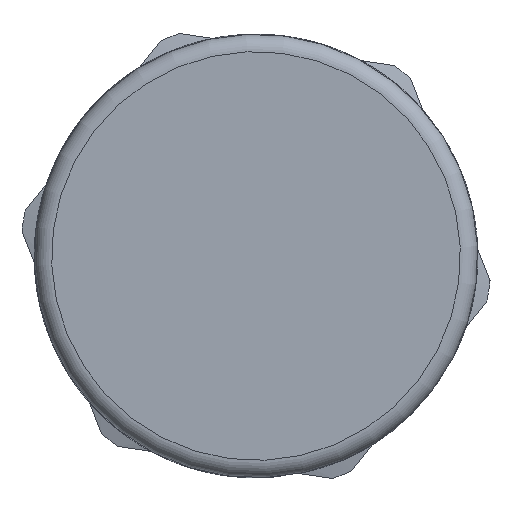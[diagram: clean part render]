
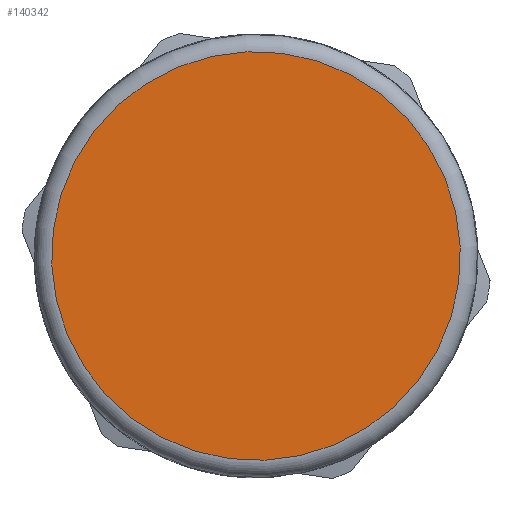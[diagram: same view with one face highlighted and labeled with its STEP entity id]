
A CAD part, left-side view. The second image highlights one B-rep face of the part: STEP entity #140342.
In plain terms, the highlighted planar face has unit normal (-1, 0, 0).
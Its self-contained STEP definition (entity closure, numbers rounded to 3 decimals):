
#140326=CARTESIAN_POINT('',(-2.3,1.422,-10.845));
#140327=DIRECTION('',(-1.0,0.0,0.0));
#140328=DIRECTION('',(0.0,0.992,0.13));
#140329=AXIS2_PLACEMENT_3D('',#140326,#140327,#140328);
#140330=PLANE('',#140329);
#140331=CARTESIAN_POINT('',(-2.3,1.528,-11.65));
#140332=VERTEX_POINT('',#140331);
#140333=CARTESIAN_POINT('',(-2.3,0.,0.));
#140334=DIRECTION('',(1.0,0.,0.));
#140335=DIRECTION('',(0.,-0.13,0.992));
#140336=AXIS2_PLACEMENT_3D('',#140333,#140334,#140335);
#140337=CIRCLE('',#140336,11.75);
#140338=EDGE_CURVE('',#140332,#140332,#140337,.T.);
#140339=ORIENTED_EDGE('',*,*,#140338,.F.);
#140340=EDGE_LOOP('',(#140339));
#140341=FACE_OUTER_BOUND('',#140340,.T.);
#140342=ADVANCED_FACE('',(#140341),#140330,.T.);
